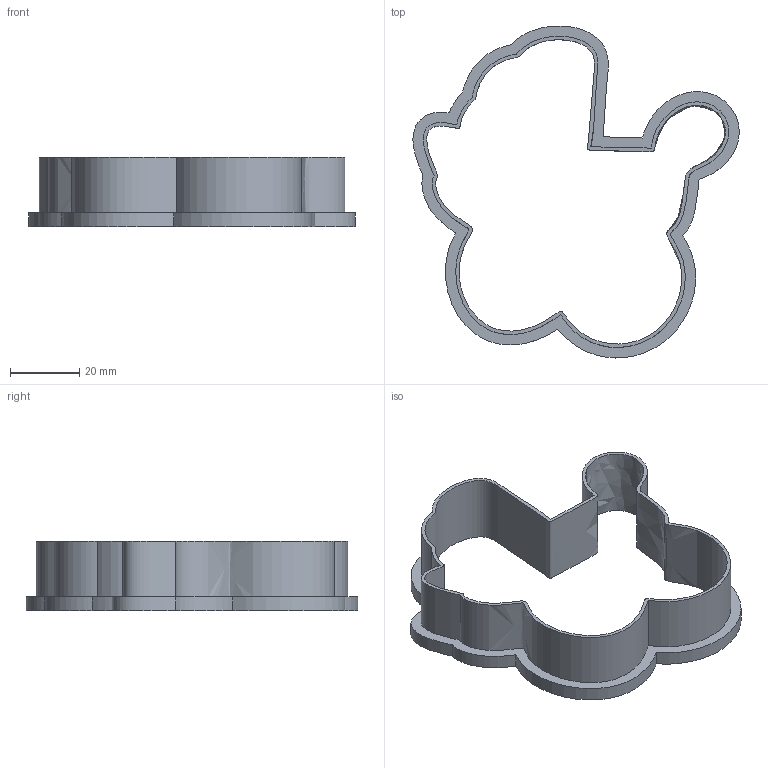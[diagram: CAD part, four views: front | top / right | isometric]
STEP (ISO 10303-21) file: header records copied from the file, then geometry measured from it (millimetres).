
FILE_DESCRIPTION(/* description */ (''),/* implementation_level */ '2;1');
FILE_NAME(/* name */ 'Pram.step',/* time_stamp */ '2025-04-18T12:34:04-05:00',/* author */ (''),/* organization */ (''),/* preprocessor_version */ 'ST-DEVELOPER v20.1',/* originating_system */ 'Autodesk Translation Framework v14.4.0.0',/* authorisation */ '');
FILE_SCHEMA (('AUTOMOTIVE_DESIGN { 1 0 10303 214 3 1 1 }'));
Length unit declared in the file: millimetre
Products named in the file (2): (Unsaved); Pram
Assembly tree (1 placements, depth 2):
  (Unsaved)
    Pram
Bounding box: 94.25 x 95.92 x 20 mm (x, y, z)
Volume: 1695 mm3; surface area: 16016.1 mm2
Topology: 1 solids, 1 shells, 20 faces, 51 edges, 34 vertices
Faces by surface type: bspline 17, plane 3
Entity records: 2985 total; most frequent: CARTESIAN_POINT 2563, ORIENTED_EDGE 102, EDGE_CURVE 51, VERTEX_POINT 34, B_SPLINE_CURVE_WITH_KNOTS 32, DIRECTION 29, EDGE_LOOP 23, FACE_OUTER_BOUND 20
